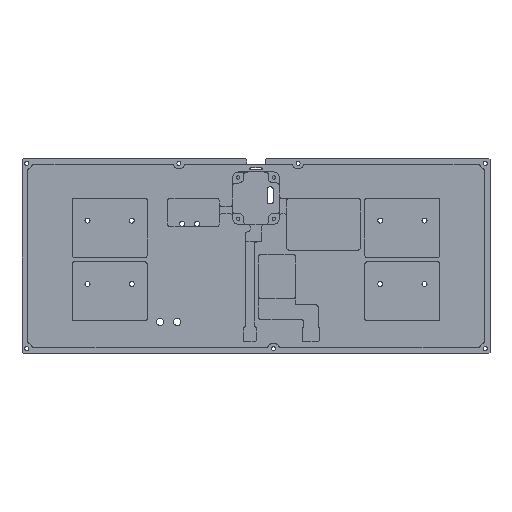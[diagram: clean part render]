
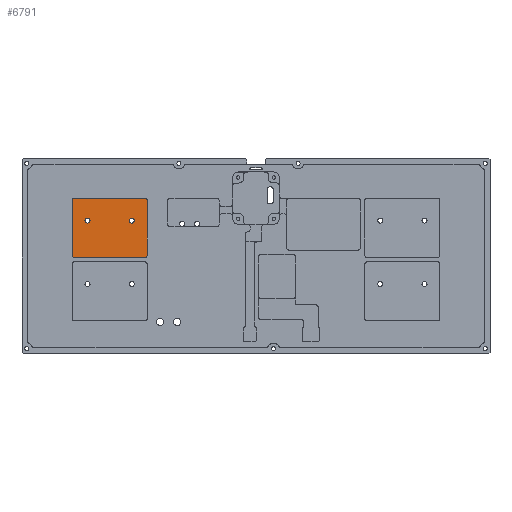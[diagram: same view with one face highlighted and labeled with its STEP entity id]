
A CAD part, top view. The second image highlights one B-rep face of the part: STEP entity #6791.
In plain terms, the highlighted planar face has unit normal (0, 0, 1).
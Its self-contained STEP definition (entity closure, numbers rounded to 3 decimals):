
#36=FACE_BOUND('',#766,.T.);
#37=FACE_BOUND('',#767,.T.);
#132=PLANE('',#7319);
#386=FACE_OUTER_BOUND('',#765,.T.);
#765=EDGE_LOOP('',(#5161,#5162,#5163,#5164,#5165,#5166,#5167,#5168));
#766=EDGE_LOOP('',(#5169));
#767=EDGE_LOOP('',(#5170));
#1355=LINE('',#10831,#2070);
#1365=LINE('',#10861,#2080);
#1366=LINE('',#10863,#2081);
#1367=LINE('',#10867,#2082);
#2070=VECTOR('',#8502,10.);
#2080=VECTOR('',#8534,10.);
#2081=VECTOR('',#8535,10.);
#2082=VECTOR('',#8538,10.);
#2658=CIRCLE('',#7307,1.6);
#2664=CIRCLE('',#7318,1.6);
#2665=CIRCLE('',#7320,1.6);
#2666=CIRCLE('',#7321,1.6);
#2667=CIRCLE('',#7322,1.7);
#2668=CIRCLE('',#7323,1.7);
#3180=VERTEX_POINT('',#10824);
#3181=VERTEX_POINT('',#10825);
#3182=VERTEX_POINT('',#10830);
#3190=VERTEX_POINT('',#10855);
#3191=VERTEX_POINT('',#10856);
#3192=VERTEX_POINT('',#10862);
#3193=VERTEX_POINT('',#10864);
#3194=VERTEX_POINT('',#10866);
#3195=VERTEX_POINT('',#10869);
#3196=VERTEX_POINT('',#10871);
#3944=EDGE_CURVE('',#3180,#3181,#2658,.T.);
#3947=EDGE_CURVE('',#3180,#3182,#1355,.T.);
#3960=EDGE_CURVE('',#3190,#3191,#2664,.T.);
#3963=EDGE_CURVE('',#3190,#3181,#1365,.T.);
#3964=EDGE_CURVE('',#3192,#3191,#1366,.T.);
#3965=EDGE_CURVE('',#3192,#3193,#2665,.T.);
#3966=EDGE_CURVE('',#3194,#3193,#1367,.T.);
#3967=EDGE_CURVE('',#3194,#3182,#2666,.T.);
#3968=EDGE_CURVE('',#3195,#3195,#2667,.T.);
#3969=EDGE_CURVE('',#3196,#3196,#2668,.T.);
#5161=ORIENTED_EDGE('',*,*,#3944,.T.);
#5162=ORIENTED_EDGE('',*,*,#3963,.F.);
#5163=ORIENTED_EDGE('',*,*,#3960,.T.);
#5164=ORIENTED_EDGE('',*,*,#3964,.F.);
#5165=ORIENTED_EDGE('',*,*,#3965,.T.);
#5166=ORIENTED_EDGE('',*,*,#3966,.F.);
#5167=ORIENTED_EDGE('',*,*,#3967,.T.);
#5168=ORIENTED_EDGE('',*,*,#3947,.F.);
#5169=ORIENTED_EDGE('',*,*,#3968,.T.);
#5170=ORIENTED_EDGE('',*,*,#3969,.T.);
#6791=ADVANCED_FACE('',(#386,#36,#37),#132,.F.);
#7307=AXIS2_PLACEMENT_3D('',#10826,#8496,#8497);
#7318=AXIS2_PLACEMENT_3D('',#10857,#8528,#8529);
#7319=AXIS2_PLACEMENT_3D('',#10860,#8532,#8533);
#7320=AXIS2_PLACEMENT_3D('',#10865,#8536,#8537);
#7321=AXIS2_PLACEMENT_3D('',#10868,#8539,#8540);
#7322=AXIS2_PLACEMENT_3D('',#10870,#8541,#8542);
#7323=AXIS2_PLACEMENT_3D('',#10872,#8543,#8544);
#8496=DIRECTION('center_axis',(0.,0.,1.));
#8497=DIRECTION('ref_axis',(0.707,-0.707,0.));
#8502=DIRECTION('',(-1.,0.,0.));
#8528=DIRECTION('center_axis',(0.,0.,1.));
#8529=DIRECTION('ref_axis',(0.707,0.707,0.));
#8532=DIRECTION('center_axis',(0.,0.,-1.));
#8533=DIRECTION('ref_axis',(-1.,0.,0.));
#8534=DIRECTION('',(0.,-1.,0.));
#8535=DIRECTION('',(1.,0.,0.));
#8536=DIRECTION('center_axis',(0.,0.,1.));
#8537=DIRECTION('ref_axis',(-0.707,0.707,0.));
#8538=DIRECTION('',(0.,1.,0.));
#8539=DIRECTION('center_axis',(0.,0.,1.));
#8540=DIRECTION('ref_axis',(-0.707,-0.707,0.));
#8541=DIRECTION('center_axis',(0.,0.,-1.));
#8542=DIRECTION('ref_axis',(1.,0.,0.));
#8543=DIRECTION('center_axis',(0.,0.,-1.));
#8544=DIRECTION('ref_axis',(1.,0.,0.));
#10824=CARTESIAN_POINT('',(69.55,-53.237,-16.5));
#10825=CARTESIAN_POINT('',(71.15,-51.637,-16.5));
#10826=CARTESIAN_POINT('Origin',(69.55,-51.637,-16.5));
#10830=CARTESIAN_POINT('',(21.75,-53.237,-16.5));
#10831=CARTESIAN_POINT('',(20.15,-53.237,-16.5));
#10855=CARTESIAN_POINT('',(71.15,-14.837,-16.5));
#10856=CARTESIAN_POINT('',(69.55,-13.237,-16.5));
#10857=CARTESIAN_POINT('Origin',(69.55,-14.837,-16.5));
#10860=CARTESIAN_POINT('Origin',(45.65,-33.237,-16.5));
#10861=CARTESIAN_POINT('',(71.15,-53.237,-16.5));
#10862=CARTESIAN_POINT('',(21.75,-13.237,-16.5));
#10863=CARTESIAN_POINT('',(71.15,-13.237,-16.5));
#10864=CARTESIAN_POINT('',(20.15,-14.837,-16.5));
#10865=CARTESIAN_POINT('Origin',(21.75,-14.837,-16.5));
#10866=CARTESIAN_POINT('',(20.15,-51.637,-16.5));
#10867=CARTESIAN_POINT('',(20.15,-13.237,-16.5));
#10868=CARTESIAN_POINT('Origin',(21.75,-51.637,-16.5));
#10869=CARTESIAN_POINT('',(58.95,-28.257,-16.5));
#10870=CARTESIAN_POINT('Origin',(60.65,-28.257,-16.5));
#10871=CARTESIAN_POINT('',(28.95,-28.217,-16.5));
#10872=CARTESIAN_POINT('Origin',(30.65,-28.217,-16.5));
